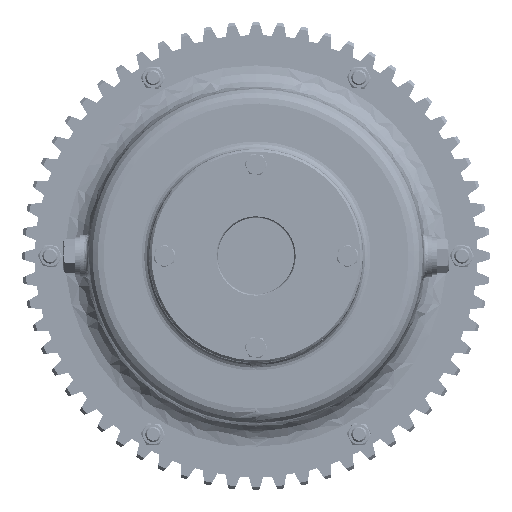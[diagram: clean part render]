
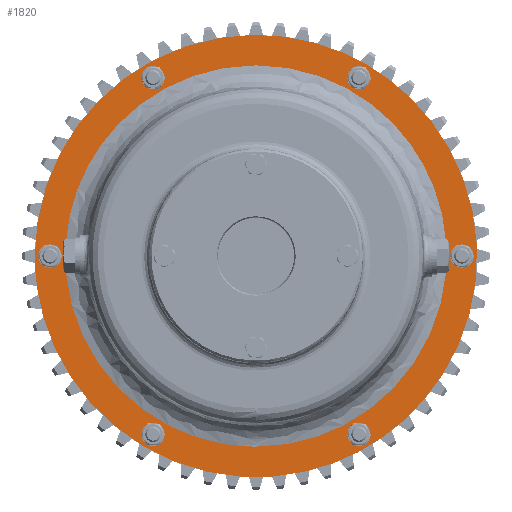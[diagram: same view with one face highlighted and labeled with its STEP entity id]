
A CAD part, left-side view. The second image highlights one B-rep face of the part: STEP entity #1820.
In plain terms, the highlighted free-form (B-spline) face has degree [1, 1] with [2, 2] control points.
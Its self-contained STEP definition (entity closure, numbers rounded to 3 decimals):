
#24 = VERTEX_POINT('',#25);
#25 = CARTESIAN_POINT('',(-184.617,-106.728,
    168.612));
#30 = EDGE_CURVE('',#24,#24,#31,.T.);
#31 = ( BOUNDED_CURVE() B_SPLINE_CURVE(2,(#32,#33,#34,#35,#36,#37,#38),
.UNSPECIFIED.,.T.,.F.) B_SPLINE_CURVE_WITH_KNOTS((3,2,2,3),(
    3.142,5.236,7.33,9.425),
.PIECEWISE_BEZIER_KNOTS.) CURVE() GEOMETRIC_REPRESENTATION_ITEM() 
RATIONAL_B_SPLINE_CURVE((1.,0.5,1.,0.5,1.,0.5,1.)) REPRESENTATION_ITEM(
  '') );
#32 = CARTESIAN_POINT('',(-184.617,-106.728,
    168.612));
#33 = CARTESIAN_POINT('',(-184.617,-99.693,
    156.428));
#34 = CARTESIAN_POINT('',(-184.617,-92.658,
    168.612));
#35 = CARTESIAN_POINT('',(-184.617,-85.624,
    180.797));
#36 = CARTESIAN_POINT('',(-184.617,-99.693,
    180.797));
#37 = CARTESIAN_POINT('',(-184.617,-113.763,
    180.797));
#38 = CARTESIAN_POINT('',(-184.617,-106.728,
    168.612));
#76 = VERTEX_POINT('',#77);
#77 = CARTESIAN_POINT('',(-184.617,92.658,
    176.735));
#82 = EDGE_CURVE('',#76,#76,#83,.T.);
#83 = ( BOUNDED_CURVE() B_SPLINE_CURVE(2,(#84,#85,#86,#87,#88,#89,#90),
.UNSPECIFIED.,.T.,.F.) B_SPLINE_CURVE_WITH_KNOTS((3,2,2,3),(
    3.142,5.236,7.33,9.425),
.PIECEWISE_BEZIER_KNOTS.) CURVE() GEOMETRIC_REPRESENTATION_ITEM() 
RATIONAL_B_SPLINE_CURVE((1.,0.5,1.,0.5,1.,0.5,1.)) REPRESENTATION_ITEM(
  '') );
#84 = CARTESIAN_POINT('',(-184.617,92.658,
    176.735));
#85 = CARTESIAN_POINT('',(-184.617,85.624,
    164.551));
#86 = CARTESIAN_POINT('',(-184.617,99.693,
    164.551));
#87 = CARTESIAN_POINT('',(-184.617,113.763,
    164.551));
#88 = CARTESIAN_POINT('',(-184.617,106.728,
    176.735));
#89 = CARTESIAN_POINT('',(-184.617,99.693,188.92
    ));
#90 = CARTESIAN_POINT('',(-184.617,92.658,
    176.735));
#128 = VERTEX_POINT('',#129);
#129 = CARTESIAN_POINT('',(-184.617,199.387,
    8.123));
#134 = EDGE_CURVE('',#128,#128,#135,.T.);
#135 = ( BOUNDED_CURVE() B_SPLINE_CURVE(2,(#136,#137,#138,#139,#140,#141
,#142),.UNSPECIFIED.,.T.,.F.) B_SPLINE_CURVE_WITH_KNOTS((3,2,2,3),(
    3.142,5.236,7.33,9.425),
.PIECEWISE_BEZIER_KNOTS.) CURVE() GEOMETRIC_REPRESENTATION_ITEM() 
RATIONAL_B_SPLINE_CURVE((1.,0.5,1.,0.5,1.,0.5,1.)) REPRESENTATION_ITEM(
  '') );
#136 = CARTESIAN_POINT('',(-184.617,199.387,
    8.123));
#137 = CARTESIAN_POINT('',(-184.617,185.317,
    8.123));
#138 = CARTESIAN_POINT('',(-184.617,192.352,
    -4.062));
#139 = CARTESIAN_POINT('',(-184.617,199.387,
    -16.246));
#140 = CARTESIAN_POINT('',(-184.617,206.422,
    -4.062));
#141 = CARTESIAN_POINT('',(-184.617,213.456,
    8.123));
#142 = CARTESIAN_POINT('',(-184.617,199.387,
    8.123));
#180 = VERTEX_POINT('',#181);
#181 = CARTESIAN_POINT('',(-184.617,106.728,
    -168.612));
#186 = EDGE_CURVE('',#180,#180,#187,.T.);
#187 = ( BOUNDED_CURVE() B_SPLINE_CURVE(2,(#188,#189,#190,#191,#192,#193
,#194),.UNSPECIFIED.,.T.,.F.) B_SPLINE_CURVE_WITH_KNOTS((3,2,2,3),(
    3.142,5.236,7.33,9.425),
.PIECEWISE_BEZIER_KNOTS.) CURVE() GEOMETRIC_REPRESENTATION_ITEM() 
RATIONAL_B_SPLINE_CURVE((1.,0.5,1.,0.5,1.,0.5,1.)) REPRESENTATION_ITEM(
  '') );
#188 = CARTESIAN_POINT('',(-184.617,106.728,
    -168.612));
#189 = CARTESIAN_POINT('',(-184.617,99.693,
    -156.428));
#190 = CARTESIAN_POINT('',(-184.617,92.658,
    -168.612));
#191 = CARTESIAN_POINT('',(-184.617,85.624,
    -180.797));
#192 = CARTESIAN_POINT('',(-184.617,99.693,
    -180.797));
#193 = CARTESIAN_POINT('',(-184.617,113.763,
    -180.797));
#194 = CARTESIAN_POINT('',(-184.617,106.728,
    -168.612));
#232 = VERTEX_POINT('',#233);
#233 = CARTESIAN_POINT('',(-184.617,-92.658,
    -176.735));
#238 = EDGE_CURVE('',#232,#232,#239,.T.);
#239 = ( BOUNDED_CURVE() B_SPLINE_CURVE(2,(#240,#241,#242,#243,#244,#245
,#246),.UNSPECIFIED.,.T.,.F.) B_SPLINE_CURVE_WITH_KNOTS((3,2,2,3),(
    3.142,5.236,7.33,9.425),
.PIECEWISE_BEZIER_KNOTS.) CURVE() GEOMETRIC_REPRESENTATION_ITEM() 
RATIONAL_B_SPLINE_CURVE((1.,0.5,1.,0.5,1.,0.5,1.)) REPRESENTATION_ITEM(
  '') );
#240 = CARTESIAN_POINT('',(-184.617,-92.658,
    -176.735));
#241 = CARTESIAN_POINT('',(-184.617,-85.624,
    -164.551));
#242 = CARTESIAN_POINT('',(-184.617,-99.693,
    -164.551));
#243 = CARTESIAN_POINT('',(-184.617,-113.763,
    -164.551));
#244 = CARTESIAN_POINT('',(-184.617,-106.728,
    -176.735));
#245 = CARTESIAN_POINT('',(-184.617,-99.693,
    -188.92));
#246 = CARTESIAN_POINT('',(-184.617,-92.658,
    -176.735));
#284 = VERTEX_POINT('',#285);
#285 = CARTESIAN_POINT('',(-184.617,-199.387,
    -8.123));
#290 = EDGE_CURVE('',#284,#284,#291,.T.);
#291 = ( BOUNDED_CURVE() B_SPLINE_CURVE(2,(#292,#293,#294,#295,#296,#297
,#298),.UNSPECIFIED.,.T.,.F.) B_SPLINE_CURVE_WITH_KNOTS((3,2,2,3),(
    3.142,5.236,7.33,9.425),
.PIECEWISE_BEZIER_KNOTS.) CURVE() GEOMETRIC_REPRESENTATION_ITEM() 
RATIONAL_B_SPLINE_CURVE((1.,0.5,1.,0.5,1.,0.5,1.)) REPRESENTATION_ITEM(
  '') );
#292 = CARTESIAN_POINT('',(-184.617,-199.387,
    -8.123));
#293 = CARTESIAN_POINT('',(-184.617,-185.317,
    -8.123));
#294 = CARTESIAN_POINT('',(-184.617,-192.352,
    4.062));
#295 = CARTESIAN_POINT('',(-184.617,-199.387,
    16.246));
#296 = CARTESIAN_POINT('',(-184.617,-206.422,4.062
    ));
#297 = CARTESIAN_POINT('',(-184.617,-213.456,
    -8.123));
#298 = CARTESIAN_POINT('',(-184.617,-199.387,
    -8.123));
#1767 = VERTEX_POINT('',#1768);
#1768 = CARTESIAN_POINT('',(-184.617,0.,
    -184.617));
#1774 = EDGE_CURVE('',#1767,#1767,#1775,.T.);
#1775 = ( BOUNDED_CURVE() B_SPLINE_CURVE(2,(#1776,#1777,#1778,#1779,
#1780,#1781,#1782),.UNSPECIFIED.,.T.,.F.) B_SPLINE_CURVE_WITH_KNOTS((3,2
    ,2,3),(1.571,3.665,5.76,7.854),
.PIECEWISE_BEZIER_KNOTS.) CURVE() GEOMETRIC_REPRESENTATION_ITEM() 
RATIONAL_B_SPLINE_CURVE((1.,0.5,1.,0.5,1.,0.5,1.)) REPRESENTATION_ITEM(
  '') );
#1776 = CARTESIAN_POINT('',(-184.617,0.,
    -184.617));
#1777 = CARTESIAN_POINT('',(-184.617,-319.766,
    -184.617));
#1778 = CARTESIAN_POINT('',(-184.617,-159.883,
    92.309));
#1779 = CARTESIAN_POINT('',(-184.617,0.,
    369.235));
#1780 = CARTESIAN_POINT('',(-184.617,159.883,
    92.309));
#1781 = CARTESIAN_POINT('',(-184.617,319.766,
    -184.617));
#1782 = CARTESIAN_POINT('',(-184.617,0.,
    -184.617));
#1820 = ADVANCED_FACE('',(#1821,#1835,#1838,#1841,#1844,#1847,#1850,
    #1853),#1856,.T.);
#1821 = FACE_BOUND('',#1822,.T.);
#1822 = EDGE_LOOP('',(#1823));
#1823 = ORIENTED_EDGE('',*,*,#1824,.F.);
#1824 = EDGE_CURVE('',#1825,#1825,#1827,.T.);
#1825 = VERTEX_POINT('',#1826);
#1826 = CARTESIAN_POINT('',(-184.617,214.156,
    0.));
#1827 = ( BOUNDED_CURVE() B_SPLINE_CURVE(2,(#1828,#1829,#1830,#1831,
#1832,#1833,#1834),.UNSPECIFIED.,.T.,.F.) B_SPLINE_CURVE_WITH_KNOTS((3,2
    ,2,3),(4.712,6.807,8.901,10.996)
,.PIECEWISE_BEZIER_KNOTS.) CURVE() GEOMETRIC_REPRESENTATION_ITEM() 
RATIONAL_B_SPLINE_CURVE((1.,0.5,1.,0.5,1.,0.5,1.)) REPRESENTATION_ITEM(
  '') );
#1828 = CARTESIAN_POINT('',(-184.617,214.156,
    0.));
#1829 = CARTESIAN_POINT('',(-184.617,214.156,
    370.929));
#1830 = CARTESIAN_POINT('',(-184.617,-107.078,
    185.465));
#1831 = CARTESIAN_POINT('',(-184.617,-428.312,
    0.));
#1832 = CARTESIAN_POINT('',(-184.617,-107.078,
    -185.465));
#1833 = CARTESIAN_POINT('',(-184.617,214.156,
    -370.929));
#1834 = CARTESIAN_POINT('',(-184.617,214.156,
    0.));
#1835 = FACE_BOUND('',#1836,.T.);
#1836 = EDGE_LOOP('',(#1837));
#1837 = ORIENTED_EDGE('',*,*,#30,.T.);
#1838 = FACE_BOUND('',#1839,.T.);
#1839 = EDGE_LOOP('',(#1840));
#1840 = ORIENTED_EDGE('',*,*,#82,.T.);
#1841 = FACE_BOUND('',#1842,.T.);
#1842 = EDGE_LOOP('',(#1843));
#1843 = ORIENTED_EDGE('',*,*,#134,.T.);
#1844 = FACE_BOUND('',#1845,.T.);
#1845 = EDGE_LOOP('',(#1846));
#1846 = ORIENTED_EDGE('',*,*,#186,.T.);
#1847 = FACE_BOUND('',#1848,.T.);
#1848 = EDGE_LOOP('',(#1849));
#1849 = ORIENTED_EDGE('',*,*,#238,.T.);
#1850 = FACE_BOUND('',#1851,.T.);
#1851 = EDGE_LOOP('',(#1852));
#1852 = ORIENTED_EDGE('',*,*,#290,.T.);
#1853 = FACE_BOUND('',#1854,.T.);
#1854 = EDGE_LOOP('',(#1855));
#1855 = ORIENTED_EDGE('',*,*,#1774,.F.);
#1856 = B_SPLINE_SURFACE_WITH_KNOTS('',1,1,(
    (#1857,#1858)
    ,(#1859,#1860
    )),.UNSPECIFIED.,.F.,.F.,.F.,(2,2),(2,2),(-145.,145.),(-290.,0.),
  .PIECEWISE_BEZIER_KNOTS.);
#1857 = CARTESIAN_POINT('',(-184.617,214.156,
    214.156));
#1858 = CARTESIAN_POINT('',(-184.617,-214.156,
    214.156));
#1859 = CARTESIAN_POINT('',(-184.617,214.156,
    -214.156));
#1860 = CARTESIAN_POINT('',(-184.617,-214.156,
    -214.156));
